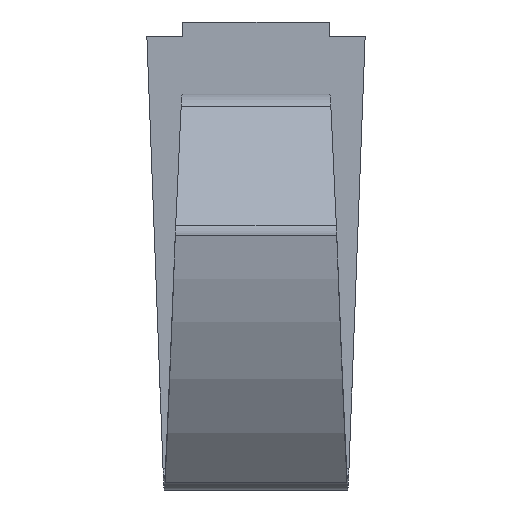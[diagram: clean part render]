
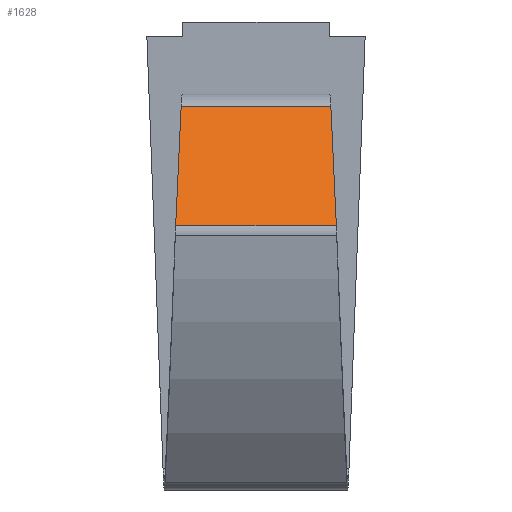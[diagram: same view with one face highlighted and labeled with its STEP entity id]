
A CAD part, top view. The second image highlights one B-rep face of the part: STEP entity #1628.
In plain terms, the highlighted planar face has unit normal (0, 0.577, 0.817).
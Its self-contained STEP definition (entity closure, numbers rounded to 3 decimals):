
#1222 = B_SPLINE_SURFACE_WITH_KNOTS('',1,6,(
    (#1223,#1224,#1225,#1226,#1227,#1228,#1229)
    ,(#1230,#1231,#1232,#1233,#1234,#1235,#1236
  )),.UNSPECIFIED.,.F.,.F.,.F.,(2,2),(7,7),(0.,1.),(4.608,
    5.328),.PIECEWISE_BEZIER_KNOTS.);
#1223 = CARTESIAN_POINT('',(-0.552,-1.464,
    0.999));
#1224 = CARTESIAN_POINT('',(-0.552,-1.452,
    1.001));
#1225 = CARTESIAN_POINT('',(-0.551,-1.44,
    1.));
#1226 = CARTESIAN_POINT('',(-0.551,-1.428,0.998
    ));
#1227 = CARTESIAN_POINT('',(-0.55,-1.416,
    0.994));
#1228 = CARTESIAN_POINT('',(-0.55,-1.405,
    0.989));
#1229 = CARTESIAN_POINT('',(-0.549,-1.396,
    0.982));
#1230 = CARTESIAN_POINT('',(0.552,-1.464,0.999
    ));
#1231 = CARTESIAN_POINT('',(0.552,-1.452,
    1.001));
#1232 = CARTESIAN_POINT('',(0.551,-1.44,
    1.));
#1233 = CARTESIAN_POINT('',(0.551,-1.428,0.998)
  );
#1234 = CARTESIAN_POINT('',(0.55,-1.416,
    0.994));
#1235 = CARTESIAN_POINT('',(0.55,-1.405,
    0.989));
#1236 = CARTESIAN_POINT('',(0.549,-1.396,
    0.982));
#1411 = VERTEX_POINT('',#1412);
#1412 = CARTESIAN_POINT('',(-0.549,-1.396,
    0.982));
#1439 = VERTEX_POINT('',#1440);
#1440 = CARTESIAN_POINT('',(0.549,-1.396,
    0.982));
#1465 = EDGE_CURVE('',#1411,#1439,#1466,.T.);
#1466 = SURFACE_CURVE('',#1467,(#1470,#1477),.PCURVE_S1.);
#1467 = B_SPLINE_CURVE_WITH_KNOTS('',1,(#1468,#1469),.UNSPECIFIED.,.F.,
  .F.,(2,2),(0.,1.),.PIECEWISE_BEZIER_KNOTS.);
#1468 = CARTESIAN_POINT('',(-0.549,-1.396,
    0.982));
#1469 = CARTESIAN_POINT('',(0.549,-1.396,
    0.982));
#1470 = PCURVE('',#1222,#1471);
#1471 = DEFINITIONAL_REPRESENTATION('',(#1472),#1476);
#1472 = LINE('',#1473,#1474);
#1473 = CARTESIAN_POINT('',(0.,5.328));
#1474 = VECTOR('',#1475,1.);
#1475 = DIRECTION('',(1.,0.));
#1476 = ( GEOMETRIC_REPRESENTATION_CONTEXT(2) 
PARAMETRIC_REPRESENTATION_CONTEXT() REPRESENTATION_CONTEXT('2D SPACE',''
  ) );
#1477 = PCURVE('',#1478,#1483);
#1478 = PLANE('',#1479);
#1479 = AXIS2_PLACEMENT_3D('',#1480,#1481,#1482);
#1480 = CARTESIAN_POINT('',(0.,-0.987,
    0.693));
#1481 = DIRECTION('',(0.,0.577,0.817)
  );
#1482 = DIRECTION('',(1.,0.,0.));
#1483 = DEFINITIONAL_REPRESENTATION('',(#1484),#1487);
#1484 = B_SPLINE_CURVE_WITH_KNOTS('',1,(#1485,#1486),.UNSPECIFIED.,.F.,
  .F.,(2,2),(0.,1.),.PIECEWISE_BEZIER_KNOTS.);
#1485 = CARTESIAN_POINT('',(-0.549,-0.5));
#1486 = CARTESIAN_POINT('',(0.549,-0.5));
#1487 = ( GEOMETRIC_REPRESENTATION_CONTEXT(2) 
PARAMETRIC_REPRESENTATION_CONTEXT() REPRESENTATION_CONTEXT('2D SPACE',''
  ) );
#1508 = PLANE('',#1509);
#1509 = AXIS2_PLACEMENT_3D('',#1510,#1511,#1512);
#1510 = CARTESIAN_POINT('',(0.531,-1.01,0.66
    ));
#1511 = DIRECTION('',(0.999,0.031,
    -0.022));
#1512 = DIRECTION('',(0.,-0.577,-0.817
    ));
#1538 = PLANE('',#1539);
#1539 = AXIS2_PLACEMENT_3D('',#1540,#1541,#1542);
#1540 = CARTESIAN_POINT('',(-0.531,-1.01,
    0.66));
#1541 = DIRECTION('',(-0.999,0.031,
    -0.022));
#1542 = DIRECTION('',(0.,0.577,0.817)
  );
#1628 = ADVANCED_FACE('',(#1629),#1478,.T.);
#1629 = FACE_BOUND('',#1630,.T.);
#1630 = EDGE_LOOP('',(#1631,#1651,#1652,#1672));
#1631 = ORIENTED_EDGE('',*,*,#1632,.F.);
#1632 = EDGE_CURVE('',#1411,#1633,#1635,.T.);
#1633 = VERTEX_POINT('',#1634);
#1634 = CARTESIAN_POINT('',(-0.512,-0.579,
    0.404));
#1635 = SURFACE_CURVE('',#1636,(#1639,#1645),.PCURVE_S1.);
#1636 = B_SPLINE_CURVE_WITH_KNOTS('',1,(#1637,#1638),.UNSPECIFIED.,.F.,
  .F.,(2,2),(0.,1.),.PIECEWISE_BEZIER_KNOTS.);
#1637 = CARTESIAN_POINT('',(-0.549,-1.396,
    0.982));
#1638 = CARTESIAN_POINT('',(-0.512,-0.579,
    0.404));
#1639 = PCURVE('',#1478,#1640);
#1640 = DEFINITIONAL_REPRESENTATION('',(#1641),#1644);
#1641 = B_SPLINE_CURVE_WITH_KNOTS('',1,(#1642,#1643),.UNSPECIFIED.,.F.,
  .F.,(2,2),(0.,1.),.PIECEWISE_BEZIER_KNOTS.);
#1642 = CARTESIAN_POINT('',(-0.549,-0.5));
#1643 = CARTESIAN_POINT('',(-0.512,0.5));
#1644 = ( GEOMETRIC_REPRESENTATION_CONTEXT(2) 
PARAMETRIC_REPRESENTATION_CONTEXT() REPRESENTATION_CONTEXT('2D SPACE',''
  ) );
#1645 = PCURVE('',#1538,#1646);
#1646 = DEFINITIONAL_REPRESENTATION('',(#1647),#1650);
#1647 = B_SPLINE_CURVE_WITH_KNOTS('',1,(#1648,#1649),.UNSPECIFIED.,.F.,
  .F.,(2,2),(0.,1.),.PIECEWISE_BEZIER_KNOTS.);
#1648 = CARTESIAN_POINT('',(0.04,-0.5));
#1649 = CARTESIAN_POINT('',(0.04,0.5));
#1650 = ( GEOMETRIC_REPRESENTATION_CONTEXT(2) 
PARAMETRIC_REPRESENTATION_CONTEXT() REPRESENTATION_CONTEXT('2D SPACE',''
  ) );
#1651 = ORIENTED_EDGE('',*,*,#1465,.T.);
#1652 = ORIENTED_EDGE('',*,*,#1653,.T.);
#1653 = EDGE_CURVE('',#1439,#1654,#1656,.T.);
#1654 = VERTEX_POINT('',#1655);
#1655 = CARTESIAN_POINT('',(0.512,-0.579,
    0.404));
#1656 = SURFACE_CURVE('',#1657,(#1660,#1666),.PCURVE_S1.);
#1657 = B_SPLINE_CURVE_WITH_KNOTS('',1,(#1658,#1659),.UNSPECIFIED.,.F.,
  .F.,(2,2),(0.,1.),.PIECEWISE_BEZIER_KNOTS.);
#1658 = CARTESIAN_POINT('',(0.549,-1.396,
    0.982));
#1659 = CARTESIAN_POINT('',(0.512,-0.579,
    0.404));
#1660 = PCURVE('',#1478,#1661);
#1661 = DEFINITIONAL_REPRESENTATION('',(#1662),#1665);
#1662 = B_SPLINE_CURVE_WITH_KNOTS('',1,(#1663,#1664),.UNSPECIFIED.,.F.,
  .F.,(2,2),(0.,1.),.PIECEWISE_BEZIER_KNOTS.);
#1663 = CARTESIAN_POINT('',(0.549,-0.5));
#1664 = CARTESIAN_POINT('',(0.512,0.5));
#1665 = ( GEOMETRIC_REPRESENTATION_CONTEXT(2) 
PARAMETRIC_REPRESENTATION_CONTEXT() REPRESENTATION_CONTEXT('2D SPACE',''
  ) );
#1666 = PCURVE('',#1508,#1667);
#1667 = DEFINITIONAL_REPRESENTATION('',(#1668),#1671);
#1668 = B_SPLINE_CURVE_WITH_KNOTS('',1,(#1669,#1670),.UNSPECIFIED.,.F.,
  .F.,(2,2),(0.,1.),.PIECEWISE_BEZIER_KNOTS.);
#1669 = CARTESIAN_POINT('',(-0.04,-0.5));
#1670 = CARTESIAN_POINT('',(-0.04,0.5));
#1671 = ( GEOMETRIC_REPRESENTATION_CONTEXT(2) 
PARAMETRIC_REPRESENTATION_CONTEXT() REPRESENTATION_CONTEXT('2D SPACE',''
  ) );
#1672 = ORIENTED_EDGE('',*,*,#1673,.F.);
#1673 = EDGE_CURVE('',#1633,#1654,#1674,.T.);
#1674 = SURFACE_CURVE('',#1675,(#1678,#1684),.PCURVE_S1.);
#1675 = B_SPLINE_CURVE_WITH_KNOTS('',1,(#1676,#1677),.UNSPECIFIED.,.F.,
  .F.,(2,2),(0.,1.),.PIECEWISE_BEZIER_KNOTS.);
#1676 = CARTESIAN_POINT('',(-0.512,-0.579,
    0.404));
#1677 = CARTESIAN_POINT('',(0.512,-0.579,
    0.404));
#1678 = PCURVE('',#1478,#1679);
#1679 = DEFINITIONAL_REPRESENTATION('',(#1680),#1683);
#1680 = B_SPLINE_CURVE_WITH_KNOTS('',1,(#1681,#1682),.UNSPECIFIED.,.F.,
  .F.,(2,2),(0.,1.),.PIECEWISE_BEZIER_KNOTS.);
#1681 = CARTESIAN_POINT('',(-0.512,0.5));
#1682 = CARTESIAN_POINT('',(0.512,0.5));
#1683 = ( GEOMETRIC_REPRESENTATION_CONTEXT(2) 
PARAMETRIC_REPRESENTATION_CONTEXT() REPRESENTATION_CONTEXT('2D SPACE',''
  ) );
#1684 = PCURVE('',#1685,#1702);
#1685 = B_SPLINE_SURFACE_WITH_KNOTS('',1,7,(
    (#1686,#1687,#1688,#1689,#1690,#1691,#1692,#1693)
    ,(#1694,#1695,#1696,#1697,#1698,#1699,#1700,#1701
  )),.UNSPECIFIED.,.F.,.F.,.F.,(2,2),(8,8),(0.,1.),(-0.955,
    0.615),.PIECEWISE_BEZIER_KNOTS.);
#1686 = CARTESIAN_POINT('',(-0.512,-0.579,
    0.404));
#1687 = CARTESIAN_POINT('',(-0.51,-0.542,
    0.379));
#1688 = CARTESIAN_POINT('',(-0.508,-0.512,
    0.343));
#1689 = CARTESIAN_POINT('',(-0.507,-0.492,
    0.3));
#1690 = CARTESIAN_POINT('',(-0.505,-0.484,
    0.253));
#1691 = CARTESIAN_POINT('',(-0.503,-0.489,
    0.206));
#1692 = CARTESIAN_POINT('',(-0.502,-0.505,
    0.162));
#1693 = CARTESIAN_POINT('',(-0.5,-0.531,0.126));
#1694 = CARTESIAN_POINT('',(0.512,-0.579,
    0.404));
#1695 = CARTESIAN_POINT('',(0.51,-0.542,
    0.379));
#1696 = CARTESIAN_POINT('',(0.508,-0.512,
    0.343));
#1697 = CARTESIAN_POINT('',(0.507,-0.492,
    0.3));
#1698 = CARTESIAN_POINT('',(0.505,-0.484,
    0.253));
#1699 = CARTESIAN_POINT('',(0.503,-0.489,
    0.206));
#1700 = CARTESIAN_POINT('',(0.502,-0.505,
    0.162));
#1701 = CARTESIAN_POINT('',(0.5,-0.531,0.126));
#1702 = DEFINITIONAL_REPRESENTATION('',(#1703),#1707);
#1703 = LINE('',#1704,#1705);
#1704 = CARTESIAN_POINT('',(0.,-0.955));
#1705 = VECTOR('',#1706,1.);
#1706 = DIRECTION('',(1.,0.));
#1707 = ( GEOMETRIC_REPRESENTATION_CONTEXT(2) 
PARAMETRIC_REPRESENTATION_CONTEXT() REPRESENTATION_CONTEXT('2D SPACE',''
  ) );
